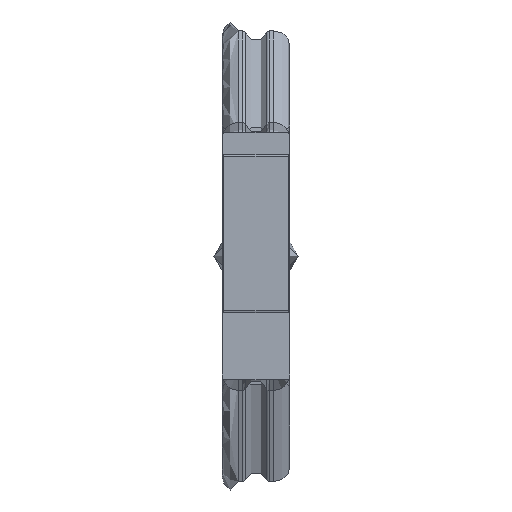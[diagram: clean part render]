
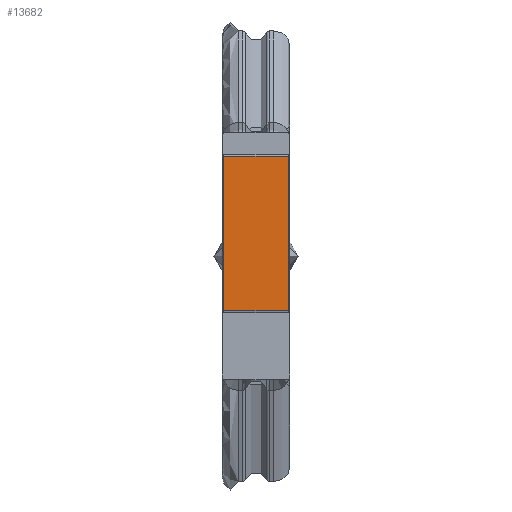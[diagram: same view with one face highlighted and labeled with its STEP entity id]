
A CAD part, front view. The second image highlights one B-rep face of the part: STEP entity #13682.
In plain terms, the highlighted planar face has unit normal (0, -1, 0).
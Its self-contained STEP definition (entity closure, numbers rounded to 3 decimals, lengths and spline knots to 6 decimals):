
#857=PLANE('',#16054);
#1097=LINE('',#48396,#1392);
#1098=LINE('',#48398,#1393);
#1099=LINE('',#48400,#1394);
#1100=LINE('',#48401,#1395);
#1392=VECTOR('',#17421,1.);
#1393=VECTOR('',#17424,1.);
#1394=VECTOR('',#17425,1.);
#1395=VECTOR('',#17426,1.);
#5624=ORIENTED_EDGE('',*,*,#9170,.F.);
#5625=ORIENTED_EDGE('',*,*,#9171,.F.);
#5626=ORIENTED_EDGE('',*,*,#9172,.F.);
#5627=ORIENTED_EDGE('',*,*,#9169,.T.);
#9169=EDGE_CURVE('',#10804,#10802,#1097,.T.);
#9170=EDGE_CURVE('',#10805,#10802,#1098,.T.);
#9171=EDGE_CURVE('',#10796,#10805,#1099,.T.);
#9172=EDGE_CURVE('',#10804,#10796,#1100,.T.);
#10796=VERTEX_POINT('',#48374);
#10802=VERTEX_POINT('',#48389);
#10804=VERTEX_POINT('',#48394);
#10805=VERTEX_POINT('',#48399);
#11636=EDGE_LOOP('',(#5624,#5625,#5626,#5627));
#12503=FACE_BOUND('',#11636,.T.);
#13682=ADVANCED_FACE('',(#12503),#857,.T.);
#16054=AXIS2_PLACEMENT_3D('',#48397,#17422,#17423);
#17421=DIRECTION('',(-1.,0.,0.));
#17422=DIRECTION('',(0.,-1.,0.));
#17423=DIRECTION('',(0.,0.,-1.));
#17424=DIRECTION('',(0.,0.,1.));
#17425=DIRECTION('',(-1.,0.,0.));
#17426=DIRECTION('',(0.,0.,-1.));
#48374=CARTESIAN_POINT('',(0.0243,-0.489666,-0.020095));
#48389=CARTESIAN_POINT('',(0.0007,-0.489666,0.036833));
#48394=CARTESIAN_POINT('',(0.0243,-0.489666,0.036833));
#48396=CARTESIAN_POINT('',(0.0243,-0.489666,0.036833));
#48397=CARTESIAN_POINT('',(0.,-0.489666,0.037533));
#48398=CARTESIAN_POINT('',(0.0007,-0.489666,-0.020095));
#48399=CARTESIAN_POINT('',(0.0007,-0.489666,-0.020095));
#48400=CARTESIAN_POINT('',(0.0243,-0.489666,-0.020095));
#48401=CARTESIAN_POINT('',(0.0243,-0.489666,0.036833));
